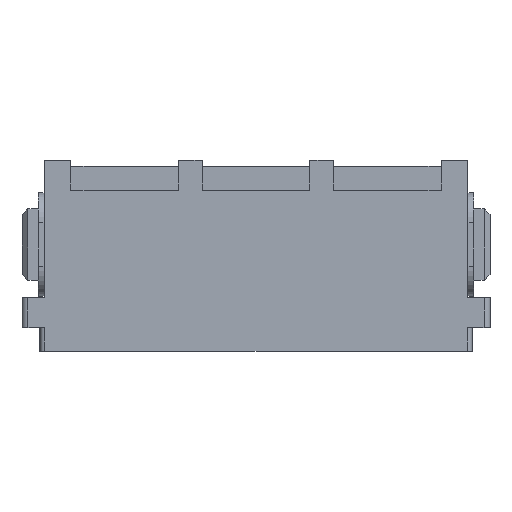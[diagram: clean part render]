
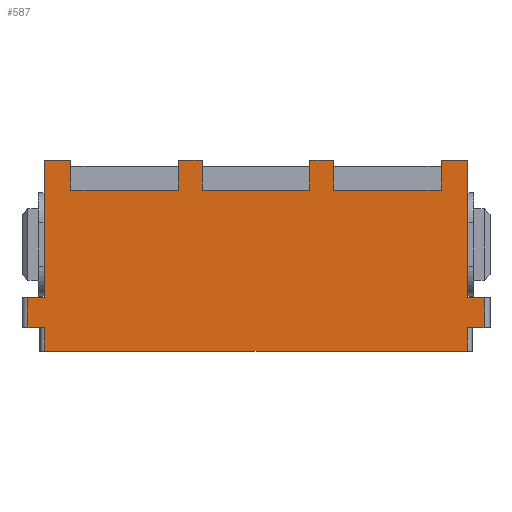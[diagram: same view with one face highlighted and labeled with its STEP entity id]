
A CAD part, top view. The second image highlights one B-rep face of the part: STEP entity #587.
In plain terms, the highlighted planar face has unit normal (0, 0, 1).
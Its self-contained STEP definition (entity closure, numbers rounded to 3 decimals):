
#587 = ADVANCED_FACE('',(#588),#782,.T.);
#588 = FACE_BOUND('',#589,.T.);
#589 = EDGE_LOOP('',(#590,#600,#608,#616,#624,#632,#640,#648,#656,#664,
    #672,#680,#688,#696,#704,#712,#720,#728,#736,#744,#752,#760,#768,
    #776));
#590 = ORIENTED_EDGE('',*,*,#591,.F.);
#591 = EDGE_CURVE('',#592,#594,#596,.T.);
#592 = VERTEX_POINT('',#593);
#593 = CARTESIAN_POINT('',(4.5,7.03,15.42));
#594 = VERTEX_POINT('',#595);
#595 = CARTESIAN_POINT('',(6.5,7.03,15.42));
#596 = LINE('',#597,#598);
#597 = CARTESIAN_POINT('',(-6.7,7.03,15.42));
#598 = VECTOR('',#599,1.);
#599 = DIRECTION('',(1.,0.,0.));
#600 = ORIENTED_EDGE('',*,*,#601,.F.);
#601 = EDGE_CURVE('',#602,#592,#604,.T.);
#602 = VERTEX_POINT('',#603);
#603 = CARTESIAN_POINT('',(4.5,4.53,15.42));
#604 = LINE('',#605,#606);
#605 = CARTESIAN_POINT('',(4.5,-8.97,15.42));
#606 = VECTOR('',#607,1.);
#607 = DIRECTION('',(0.,1.,0.));
#608 = ORIENTED_EDGE('',*,*,#609,.T.);
#609 = EDGE_CURVE('',#602,#610,#612,.T.);
#610 = VERTEX_POINT('',#611);
#611 = CARTESIAN_POINT('',(-4.5,4.53,15.42));
#612 = LINE('',#613,#614);
#613 = CARTESIAN_POINT('',(0.,4.53,15.42));
#614 = VECTOR('',#615,1.);
#615 = DIRECTION('',(-1.,0.,0.));
#616 = ORIENTED_EDGE('',*,*,#617,.F.);
#617 = EDGE_CURVE('',#618,#610,#620,.T.);
#618 = VERTEX_POINT('',#619);
#619 = CARTESIAN_POINT('',(-4.5,7.03,15.42));
#620 = LINE('',#621,#622);
#621 = CARTESIAN_POINT('',(-4.5,-8.97,15.42));
#622 = VECTOR('',#623,1.);
#623 = DIRECTION('',(0.,-1.,0.));
#624 = ORIENTED_EDGE('',*,*,#625,.F.);
#625 = EDGE_CURVE('',#626,#618,#628,.T.);
#626 = VERTEX_POINT('',#627);
#627 = CARTESIAN_POINT('',(-6.5,7.03,15.42));
#628 = LINE('',#629,#630);
#629 = CARTESIAN_POINT('',(-6.7,7.03,15.42));
#630 = VECTOR('',#631,1.);
#631 = DIRECTION('',(1.,0.,0.));
#632 = ORIENTED_EDGE('',*,*,#633,.F.);
#633 = EDGE_CURVE('',#634,#626,#636,.T.);
#634 = VERTEX_POINT('',#635);
#635 = CARTESIAN_POINT('',(-6.5,4.53,15.42));
#636 = LINE('',#637,#638);
#637 = CARTESIAN_POINT('',(-6.5,-8.97,15.42));
#638 = VECTOR('',#639,1.);
#639 = DIRECTION('',(0.,1.,0.));
#640 = ORIENTED_EDGE('',*,*,#641,.F.);
#641 = EDGE_CURVE('',#642,#634,#644,.T.);
#642 = VERTEX_POINT('',#643);
#643 = CARTESIAN_POINT('',(-15.5,4.53,15.42));
#644 = LINE('',#645,#646);
#645 = CARTESIAN_POINT('',(-11.,4.53,15.42));
#646 = VECTOR('',#647,1.);
#647 = DIRECTION('',(1.,0.,0.));
#648 = ORIENTED_EDGE('',*,*,#649,.F.);
#649 = EDGE_CURVE('',#650,#642,#652,.T.);
#650 = VERTEX_POINT('',#651);
#651 = CARTESIAN_POINT('',(-15.5,7.03,15.42));
#652 = LINE('',#653,#654);
#653 = CARTESIAN_POINT('',(-15.5,-8.97,15.42));
#654 = VECTOR('',#655,1.);
#655 = DIRECTION('',(0.,-1.,0.));
#656 = ORIENTED_EDGE('',*,*,#657,.F.);
#657 = EDGE_CURVE('',#658,#650,#660,.T.);
#658 = VERTEX_POINT('',#659);
#659 = CARTESIAN_POINT('',(-17.7,7.03,15.42));
#660 = LINE('',#661,#662);
#661 = CARTESIAN_POINT('',(-17.7,7.03,15.42));
#662 = VECTOR('',#663,1.);
#663 = DIRECTION('',(1.,0.,0.));
#664 = ORIENTED_EDGE('',*,*,#665,.F.);
#665 = EDGE_CURVE('',#666,#658,#668,.T.);
#666 = VERTEX_POINT('',#667);
#667 = CARTESIAN_POINT('',(-17.7,-4.47,15.42));
#668 = LINE('',#669,#670);
#669 = CARTESIAN_POINT('',(-17.7,-8.97,15.42));
#670 = VECTOR('',#671,1.);
#671 = DIRECTION('',(0.,1.,0.));
#672 = ORIENTED_EDGE('',*,*,#673,.F.);
#673 = EDGE_CURVE('',#674,#666,#676,.T.);
#674 = VERTEX_POINT('',#675);
#675 = CARTESIAN_POINT('',(-19.1,-4.47,15.42));
#676 = LINE('',#677,#678);
#677 = CARTESIAN_POINT('',(-18.1,-4.47,15.42));
#678 = VECTOR('',#679,1.);
#679 = DIRECTION('',(1.,0.,0.));
#680 = ORIENTED_EDGE('',*,*,#681,.T.);
#681 = EDGE_CURVE('',#674,#682,#684,.T.);
#682 = VERTEX_POINT('',#683);
#683 = CARTESIAN_POINT('',(-19.1,-6.97,15.42));
#684 = LINE('',#685,#686);
#685 = CARTESIAN_POINT('',(-19.1,-8.97,15.42));
#686 = VECTOR('',#687,1.);
#687 = DIRECTION('',(0.,-1.,0.));
#688 = ORIENTED_EDGE('',*,*,#689,.F.);
#689 = EDGE_CURVE('',#690,#682,#692,.T.);
#690 = VERTEX_POINT('',#691);
#691 = CARTESIAN_POINT('',(-17.7,-6.97,15.42));
#692 = LINE('',#693,#694);
#693 = CARTESIAN_POINT('',(-18.1,-6.97,15.42));
#694 = VECTOR('',#695,1.);
#695 = DIRECTION('',(-1.,0.,0.));
#696 = ORIENTED_EDGE('',*,*,#697,.F.);
#697 = EDGE_CURVE('',#698,#690,#700,.T.);
#698 = VERTEX_POINT('',#699);
#699 = CARTESIAN_POINT('',(-17.7,-8.97,15.42));
#700 = LINE('',#701,#702);
#701 = CARTESIAN_POINT('',(-17.7,-8.97,15.42));
#702 = VECTOR('',#703,1.);
#703 = DIRECTION('',(0.,1.,0.));
#704 = ORIENTED_EDGE('',*,*,#705,.T.);
#705 = EDGE_CURVE('',#698,#706,#708,.T.);
#706 = VERTEX_POINT('',#707);
#707 = CARTESIAN_POINT('',(17.7,-8.97,15.42));
#708 = LINE('',#709,#710);
#709 = CARTESIAN_POINT('',(0.,-8.97,15.42));
#710 = VECTOR('',#711,1.);
#711 = DIRECTION('',(1.,0.,0.));
#712 = ORIENTED_EDGE('',*,*,#713,.T.);
#713 = EDGE_CURVE('',#706,#714,#716,.T.);
#714 = VERTEX_POINT('',#715);
#715 = CARTESIAN_POINT('',(17.7,-6.97,15.42));
#716 = LINE('',#717,#718);
#717 = CARTESIAN_POINT('',(17.7,-8.97,15.42));
#718 = VECTOR('',#719,1.);
#719 = DIRECTION('',(0.,1.,0.));
#720 = ORIENTED_EDGE('',*,*,#721,.T.);
#721 = EDGE_CURVE('',#714,#722,#724,.T.);
#722 = VERTEX_POINT('',#723);
#723 = CARTESIAN_POINT('',(19.1,-6.97,15.42));
#724 = LINE('',#725,#726);
#725 = CARTESIAN_POINT('',(18.1,-6.97,15.42));
#726 = VECTOR('',#727,1.);
#727 = DIRECTION('',(1.,0.,0.));
#728 = ORIENTED_EDGE('',*,*,#729,.T.);
#729 = EDGE_CURVE('',#722,#730,#732,.T.);
#730 = VERTEX_POINT('',#731);
#731 = CARTESIAN_POINT('',(19.1,-4.47,15.42));
#732 = LINE('',#733,#734);
#733 = CARTESIAN_POINT('',(19.1,-8.97,15.42));
#734 = VECTOR('',#735,1.);
#735 = DIRECTION('',(0.,1.,0.));
#736 = ORIENTED_EDGE('',*,*,#737,.F.);
#737 = EDGE_CURVE('',#738,#730,#740,.T.);
#738 = VERTEX_POINT('',#739);
#739 = CARTESIAN_POINT('',(17.7,-4.47,15.42));
#740 = LINE('',#741,#742);
#741 = CARTESIAN_POINT('',(18.1,-4.47,15.42));
#742 = VECTOR('',#743,1.);
#743 = DIRECTION('',(1.,0.,0.));
#744 = ORIENTED_EDGE('',*,*,#745,.T.);
#745 = EDGE_CURVE('',#738,#746,#748,.T.);
#746 = VERTEX_POINT('',#747);
#747 = CARTESIAN_POINT('',(17.7,7.03,15.42));
#748 = LINE('',#749,#750);
#749 = CARTESIAN_POINT('',(17.7,-8.97,15.42));
#750 = VECTOR('',#751,1.);
#751 = DIRECTION('',(0.,1.,0.));
#752 = ORIENTED_EDGE('',*,*,#753,.F.);
#753 = EDGE_CURVE('',#754,#746,#756,.T.);
#754 = VERTEX_POINT('',#755);
#755 = CARTESIAN_POINT('',(15.5,7.03,15.42));
#756 = LINE('',#757,#758);
#757 = CARTESIAN_POINT('',(4.3,7.03,15.42));
#758 = VECTOR('',#759,1.);
#759 = DIRECTION('',(1.,0.,0.));
#760 = ORIENTED_EDGE('',*,*,#761,.F.);
#761 = EDGE_CURVE('',#762,#754,#764,.T.);
#762 = VERTEX_POINT('',#763);
#763 = CARTESIAN_POINT('',(15.5,4.53,15.42));
#764 = LINE('',#765,#766);
#765 = CARTESIAN_POINT('',(15.5,-8.97,15.42));
#766 = VECTOR('',#767,1.);
#767 = DIRECTION('',(0.,1.,0.));
#768 = ORIENTED_EDGE('',*,*,#769,.T.);
#769 = EDGE_CURVE('',#762,#770,#772,.T.);
#770 = VERTEX_POINT('',#771);
#771 = CARTESIAN_POINT('',(6.5,4.53,15.42));
#772 = LINE('',#773,#774);
#773 = CARTESIAN_POINT('',(-11.,4.53,15.42));
#774 = VECTOR('',#775,1.);
#775 = DIRECTION('',(-1.,0.,0.));
#776 = ORIENTED_EDGE('',*,*,#777,.F.);
#777 = EDGE_CURVE('',#594,#770,#778,.T.);
#778 = LINE('',#779,#780);
#779 = CARTESIAN_POINT('',(6.5,-8.97,15.42));
#780 = VECTOR('',#781,1.);
#781 = DIRECTION('',(0.,-1.,0.));
#782 = PLANE('',#783);
#783 = AXIS2_PLACEMENT_3D('',#784,#785,#786);
#784 = CARTESIAN_POINT('',(14.9,-4.47,15.42));
#785 = DIRECTION('',(0.,0.,1.));
#786 = DIRECTION('',(0.,-1.,0.));
